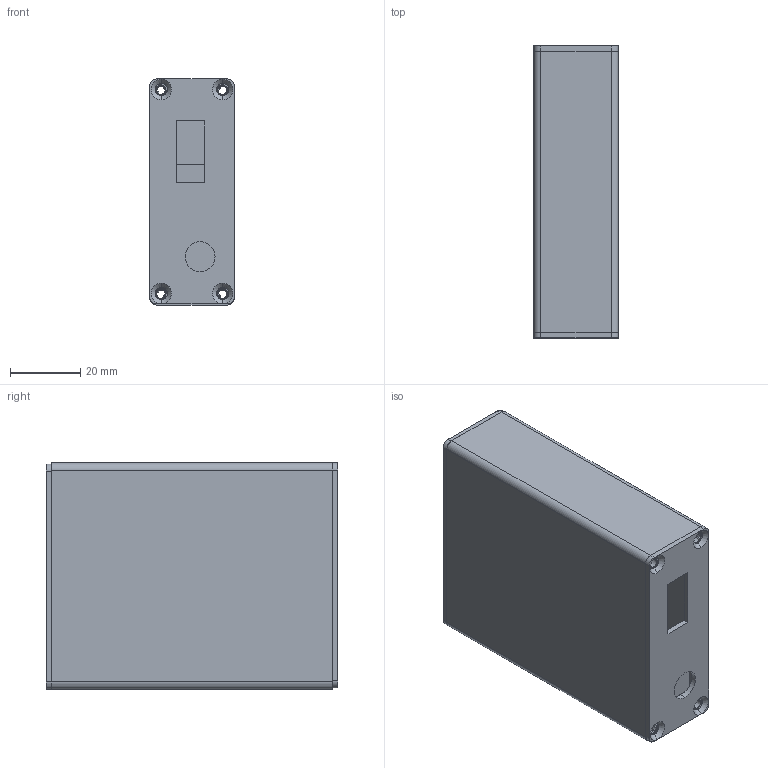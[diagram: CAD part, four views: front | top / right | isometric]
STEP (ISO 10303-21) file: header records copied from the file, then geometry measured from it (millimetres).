
FILE_DESCRIPTION((''),'2;1');
FILE_NAME('ASM103000_ASM','2013-02-18T',('Zhang'),(''),'PRO/ENGINEER BY PARAMETRIC TECHNOLOGY CORPORATION, 2004110','PRO/ENGINEER BY PARAMETRIC TECHNOLOGY CORPORATION, 2004110','');
FILE_SCHEMA(('CONFIG_CONTROL_DESIGN'));
Length unit declared in the file: millimetre
Products named in the file (5): 103000; 1031; 103003; 103004; ASM103000_ASM
Assembly tree (4 placements, depth 2):
  ASM103000_ASM
    103000
    1031
    103003
    103004
Bounding box: 24 x 83 x 64.3 mm (x, y, z)
Volume: 37637.6 mm3; surface area: 47021.7 mm2
Topology: 4 solids, 12 shells, 233 faces, 644 edges, 429 vertices
Faces by surface type: plane 101, cylinder 96, cone 36
Entity records: 7752 total; most frequent: CARTESIAN_POINT 1509, DIRECTION 1293, ORIENTED_EDGE 1256, EDGE_CURVE 644, AXIS2_PLACEMENT_3D 456, VERTEX_POINT 429, VECTOR 381, LINE 381
